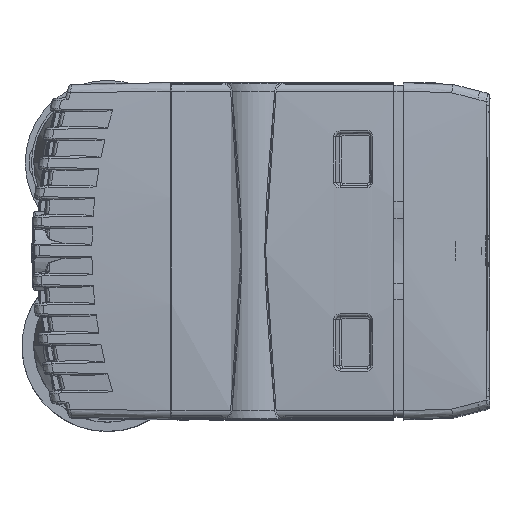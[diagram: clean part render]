
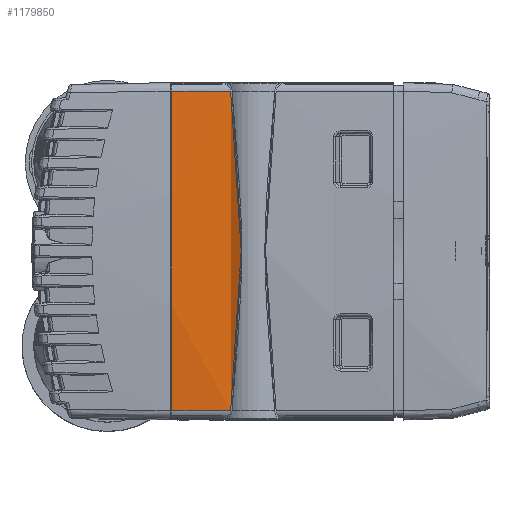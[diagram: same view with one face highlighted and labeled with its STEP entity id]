
A CAD part, top view. The second image highlights one B-rep face of the part: STEP entity #1179850.
In plain terms, the highlighted cylindrical face has radius 199.891 mm (diameter 399.782 mm), a partial arc.
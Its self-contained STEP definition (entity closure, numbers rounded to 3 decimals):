
#1147840=CARTESIAN_POINT('',(108.037,-53.006,
-30.45));
#1147850=VERTEX_POINT('',#1147840);
#1147880=CARTESIAN_POINT('',(108.038,-53.016,
-30.451));
#1147890=CARTESIAN_POINT('',(108.038,-53.015,
-30.451));
#1147900=CARTESIAN_POINT('',(108.038,-53.013,
-30.451));
#1147910=CARTESIAN_POINT('',(108.038,-53.011,
-30.451));
#1147920=CARTESIAN_POINT('',(108.038,-53.011,
-30.451));
#1147930=CARTESIAN_POINT('',(108.038,-53.008,
-30.451));
#1147940=CARTESIAN_POINT('',(108.037,-53.007,
-30.45));
#1147950=CARTESIAN_POINT('',(108.037,-53.006,
-30.45));
#1147960=B_SPLINE_CURVE_WITH_KNOTS('',3,(#1147880,#1147890,#1147900,
#1147910,#1147920,#1147930,#1147940,#1147950),.UNSPECIFIED.,.F.,.F.,(4,2
,2,4),(0.,0.004,0.006,0.011),
.UNSPECIFIED.);
#1147970=CARTESIAN_POINT('',(108.038,-53.016,
-30.451));
#1147980=VERTEX_POINT('',#1147970);
#1147990=EDGE_CURVE('',#1147980,#1147850,#1147960,.T.);
#1155340=CARTESIAN_POINT('',(108.038,-81.108,
-30.451));
#1155350=CARTESIAN_POINT('',(108.039,-81.102,
-30.451));
#1155360=CARTESIAN_POINT('',(108.039,-81.096,
-30.452));
#1155370=CARTESIAN_POINT('',(108.048,-80.998,
-30.459));
#1155380=CARTESIAN_POINT('',(108.057,-80.905,
-30.465));
#1155390=CARTESIAN_POINT('',(108.094,-80.507,
-30.493));
#1155400=CARTESIAN_POINT('',(108.122,-80.203,
-30.513));
#1155410=CARTESIAN_POINT('',(108.178,-79.593,
-30.552));
#1155420=CARTESIAN_POINT('',(108.206,-79.288,
-30.571));
#1155430=CARTESIAN_POINT('',(108.262,-78.679,
-30.608));
#1155440=CARTESIAN_POINT('',(108.29,-78.374,
-30.625));
#1155450=CARTESIAN_POINT('',(108.345,-77.764,
-30.659));
#1155460=CARTESIAN_POINT('',(108.373,-77.459,
-30.675));
#1155470=CARTESIAN_POINT('',(108.427,-76.849,
-30.706));
#1155480=CARTESIAN_POINT('',(108.453,-76.543,
-30.72));
#1155490=CARTESIAN_POINT('',(108.506,-75.933,
-30.748));
#1155500=CARTESIAN_POINT('',(108.532,-75.628,
-30.762));
#1155510=CARTESIAN_POINT('',(108.582,-75.017,
-30.787));
#1155520=CARTESIAN_POINT('',(108.607,-74.711,
-30.799));
#1155530=CARTESIAN_POINT('',(108.654,-74.101,
-30.821));
#1155540=CARTESIAN_POINT('',(108.677,-73.795,
-30.832));
#1155550=CARTESIAN_POINT('',(108.722,-73.184,
-30.852));
#1155560=CARTESIAN_POINT('',(108.743,-72.878,
-30.861));
#1155570=CARTESIAN_POINT('',(108.804,-71.961,
-30.886));
#1155580=CARTESIAN_POINT('',(108.84,-71.35,
-30.9));
#1155590=CARTESIAN_POINT('',(108.884,-70.431,
-30.917));
#1155600=CARTESIAN_POINT('',(108.898,-70.125,
-30.922));
#1155610=CARTESIAN_POINT('',(108.921,-69.513,
-30.93));
#1155620=CARTESIAN_POINT('',(108.931,-69.207,
-30.934));
#1155630=CARTESIAN_POINT('',(108.947,-68.594,
-30.939));
#1155640=CARTESIAN_POINT('',(108.953,-68.288,
-30.942));
#1155650=CARTESIAN_POINT('',(108.961,-67.675,
-30.944));
#1155660=CARTESIAN_POINT('',(108.963,-67.368,
-30.945));
#1155670=CARTESIAN_POINT('',(108.963,-66.755,
-30.945));
#1155680=CARTESIAN_POINT('',(108.961,-66.449,
-30.944));
#1155690=CARTESIAN_POINT('',(108.953,-65.836,
-30.942));
#1155700=CARTESIAN_POINT('',(108.947,-65.53,
-30.939));
#1155710=CARTESIAN_POINT('',(108.931,-64.917,
-30.934));
#1155720=CARTESIAN_POINT('',(108.921,-64.611,
-30.93));
#1155730=CARTESIAN_POINT('',(108.898,-63.999,
-30.922));
#1155740=CARTESIAN_POINT('',(108.884,-63.692,
-30.917));
#1155750=CARTESIAN_POINT('',(108.84,-62.774,
-30.9));
#1155760=CARTESIAN_POINT('',(108.804,-62.162,
-30.886));
#1155770=CARTESIAN_POINT('',(108.743,-61.245,
-30.861));
#1155780=CARTESIAN_POINT('',(108.722,-60.94,
-30.852));
#1155790=CARTESIAN_POINT('',(108.677,-60.329,
-30.832));
#1155800=CARTESIAN_POINT('',(108.654,-60.023,
-30.821));
#1155810=CARTESIAN_POINT('',(108.607,-59.412,
-30.799));
#1155820=CARTESIAN_POINT('',(108.582,-59.107,
-30.787));
#1155830=CARTESIAN_POINT('',(108.532,-58.496,
-30.762));
#1155840=CARTESIAN_POINT('',(108.506,-58.191,
-30.748));
#1155850=CARTESIAN_POINT('',(108.453,-57.58,
-30.72));
#1155860=CARTESIAN_POINT('',(108.427,-57.275,
-30.706));
#1155870=CARTESIAN_POINT('',(108.373,-56.665,
-30.675));
#1155880=CARTESIAN_POINT('',(108.345,-56.36,
-30.659));
#1155890=CARTESIAN_POINT('',(108.29,-55.75,
-30.625));
#1155900=CARTESIAN_POINT('',(108.262,-55.445,
-30.608));
#1155910=CARTESIAN_POINT('',(108.206,-54.836,
-30.571));
#1155920=CARTESIAN_POINT('',(108.178,-54.531,
-30.552));
#1155930=CARTESIAN_POINT('',(108.122,-53.921,
-30.513));
#1155940=CARTESIAN_POINT('',(108.094,-53.617,
-30.493));
#1155950=CARTESIAN_POINT('',(108.057,-53.219,
-30.465));
#1155960=CARTESIAN_POINT('',(108.048,-53.126,
-30.459));
#1155970=CARTESIAN_POINT('',(108.039,-53.028,
-30.452));
#1155980=CARTESIAN_POINT('',(108.039,-53.022,
-30.451));
#1155990=CARTESIAN_POINT('',(108.038,-53.016,
-30.451));
#1156000=B_SPLINE_CURVE_WITH_KNOTS('',3,(#1155340,#1155350,#1155360,
#1155370,#1155380,#1155390,#1155400,#1155410,#1155420,#1155430,#1155440,
#1155450,#1155460,#1155470,#1155480,#1155490,#1155500,#1155510,#1155520,
#1155530,#1155540,#1155550,#1155560,#1155570,#1155580,#1155590,#1155600,
#1155610,#1155620,#1155630,#1155640,#1155650,#1155660,#1155670,#1155680,
#1155690,#1155700,#1155710,#1155720,#1155730,#1155740,#1155750,#1155760,
#1155770,#1155780,#1155790,#1155800,#1155810,#1155820,#1155830,#1155840,
#1155850,#1155860,#1155870,#1155880,#1155890,#1155900,#1155910,#1155920,
#1155930,#1155940,#1155950,#1155960,#1155970,#1155980,#1155990),
.UNSPECIFIED.,.F.,.F.,(4,2,2,2,2,2,2,2,2,2,2,2,2,2,2,2,2,2,2,2,2,2,2,2,2
,2,2,2,2,2,2,2,4),(0.,0.014,0.296,
1.216,2.136,3.056,3.976,
4.896,5.817,6.737,7.657,
8.576,10.416,11.336,12.255,
13.175,14.095,15.015,15.935,
16.854,17.774,19.614,20.533,
21.453,22.373,23.294,24.214,
25.134,26.054,26.974,27.894,
28.176,28.19),.UNSPECIFIED.);
#1156010=CARTESIAN_POINT('',(108.038,-81.108,
-30.451));
#1156020=VERTEX_POINT('',#1156010);
#1156030=EDGE_CURVE('',#1156020,#1147980,#1156000,.T.);
#1157270=CARTESIAN_POINT('',(108.037,-81.118,
-30.45));
#1157280=CARTESIAN_POINT('',(108.037,-81.117,
-30.45));
#1157290=CARTESIAN_POINT('',(108.038,-81.115,
-30.451));
#1157300=CARTESIAN_POINT('',(108.038,-81.113,
-30.451));
#1157310=CARTESIAN_POINT('',(108.038,-81.113,
-30.451));
#1157320=CARTESIAN_POINT('',(108.038,-81.11,
-30.451));
#1157330=CARTESIAN_POINT('',(108.038,-81.109,
-30.451));
#1157340=CARTESIAN_POINT('',(108.038,-81.108,
-30.451));
#1157350=B_SPLINE_CURVE_WITH_KNOTS('',3,(#1157270,#1157280,#1157290,
#1157300,#1157310,#1157320,#1157330,#1157340),.UNSPECIFIED.,.F.,.F.,(4,2
,2,4),(0.,0.004,0.006,0.011),
.UNSPECIFIED.);
#1157360=CARTESIAN_POINT('',(108.037,-81.118,
-30.45));
#1157370=VERTEX_POINT('',#1157360);
#1157380=EDGE_CURVE('',#1157370,#1156020,#1157350,.T.);
#1176210=CARTESIAN_POINT('',(117.026,-81.118,
-30.45));
#1176220=DIRECTION('',(-1.,0.,0.));
#1176230=VECTOR('',#1176220,1.);
#1176240=LINE('',#1176210,#1176230);
#1176250=CARTESIAN_POINT('',(102.866,-81.118,
-30.45));
#1176260=VERTEX_POINT('',#1176250);
#1176270=EDGE_CURVE('',#1157370,#1176260,#1176240,.T.);
#1178460=CARTESIAN_POINT('',(102.866,-53.006,
-30.45));
#1178470=VERTEX_POINT('',#1178460);
#1178500=CARTESIAN_POINT('',(117.026,-53.006,
-30.45));
#1178510=DIRECTION('',(-1.,0.,0.));
#1178520=VECTOR('',#1178510,1.);
#1178530=LINE('',#1178500,#1178520);
#1178540=EDGE_CURVE('',#1147850,#1178470,#1178530,.T.);
#1179220=CARTESIAN_POINT('',(102.866,-67.062,
168.946));
#1179230=DIRECTION('',(-1.,0.,0.));
#1179240=DIRECTION('',(0.,-1.,0.));
#1179250=AXIS2_PLACEMENT_3D('',#1179220,#1179230,#1179240);
#1179260=CIRCLE('',#1179250,199.891);
#1179270=EDGE_CURVE('',#1178470,#1176260,#1179260,.T.);
#1179720=CARTESIAN_POINT('',(117.026,-67.062,
168.946));
#1179730=DIRECTION('',(-1.,0.,0.));
#1179740=DIRECTION('',(0.,0.061,-0.998));
#1179750=AXIS2_PLACEMENT_3D('',#1179720,#1179730,#1179740);
#1179760=CYLINDRICAL_SURFACE('',#1179750,199.891);
#1179770=ORIENTED_EDGE('',*,*,#1176270,.T.);
#1179780=ORIENTED_EDGE('',*,*,#1157380,.F.);
#1179790=ORIENTED_EDGE('',*,*,#1156030,.F.);
#1179800=ORIENTED_EDGE('',*,*,#1147990,.F.);
#1179810=ORIENTED_EDGE('',*,*,#1178540,.F.);
#1179820=ORIENTED_EDGE('',*,*,#1179270,.F.);
#1179830=EDGE_LOOP('',(#1179820,#1179810,#1179800,#1179790,#1179780,
#1179770));
#1179840=FACE_OUTER_BOUND('',#1179830,.T.);
#1179850=ADVANCED_FACE('',(#1179840),#1179760,.T.);
